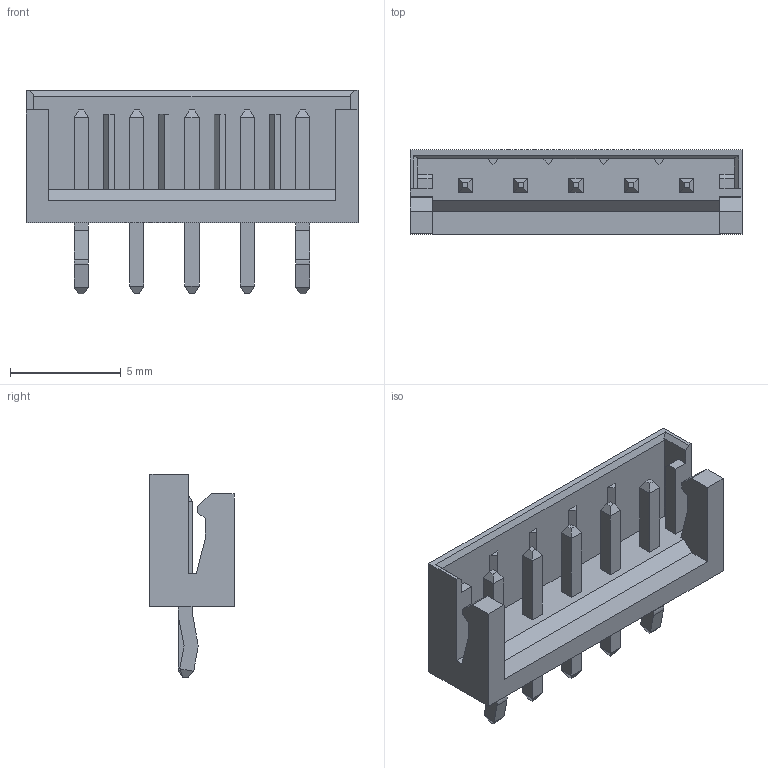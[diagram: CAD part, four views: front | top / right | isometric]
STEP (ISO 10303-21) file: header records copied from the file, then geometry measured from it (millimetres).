
FILE_DESCRIPTION(/* description */ ('Unknown'),/* implementation_level */ '2;1');
FILE_NAME(/* name */ 'J_Wurth_WR-WTB_68800511622',/* time_stamp */ '2025-05-22T15:25:58+08:00',/* author */ ('Unknown'),/* organization */ ('Unknown'),/* preprocessor_version */ 'ST-DEVELOPER v19.4',/* originating_system */ 'Solid Edge',/* authorisation */ 'Unknown');
FILE_SCHEMA (('AUTOMOTIVE_DESIGN {1 0 10303 214 3 1 1}'));
Length unit declared in the file: millimetre
Products named in the file (2): J_Wurth_WR-WTB_68800511622
Assembly tree (1 placements, depth 2):
  J_Wurth_WR-WTB_68800511622
    J_Wurth_WR-WTB_68800511622
Bounding box: 15 x 3.8 x 9.21 mm (x, y, z)
Volume: 134.6 mm3; surface area: 460.3 mm2
Topology: 1 solids, 6 shells, 207 faces, 515 edges, 330 vertices
Faces by surface type: plane 199, cylinder 8
Entity records: 7467 total; most frequent: CARTESIAN_POINT 1054, ORIENTED_EDGE 1030, DIRECTION 949, EDGE_CURVE 515, LINE 499, VECTOR 499, VERTEX_POINT 330, AXIS2_PLACEMENT_3D 225
